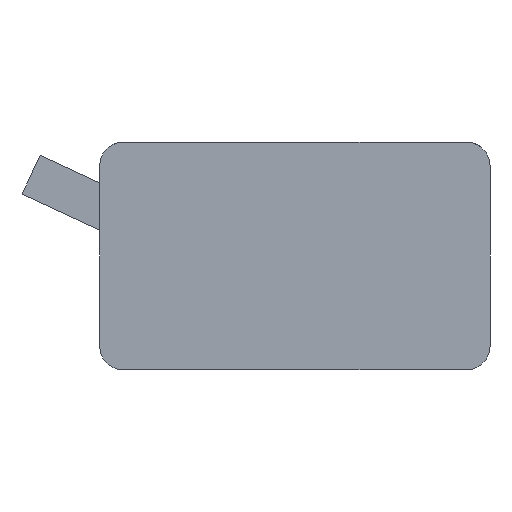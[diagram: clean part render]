
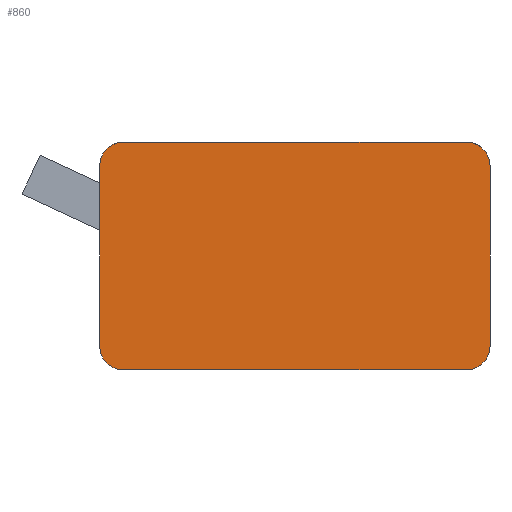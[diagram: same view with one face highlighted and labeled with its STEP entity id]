
A CAD part, front view. The second image highlights one B-rep face of the part: STEP entity #860.
In plain terms, the highlighted planar face has unit normal (0, -1, 0).
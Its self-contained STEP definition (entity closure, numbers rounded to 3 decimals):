
#46=PLANE('',#946);
#96=FACE_OUTER_BOUND('',#150,.T.);
#150=EDGE_LOOP('',(#737,#738,#739,#740,#741,#742,#743,#744));
#178=CIRCLE('',#922,5.);
#183=CIRCLE('',#938,5.);
#184=CIRCLE('',#942,5.);
#185=CIRCLE('',#945,5.);
#210=LINE('',#1446,#298);
#247=LINE('',#1529,#335);
#250=LINE('',#1539,#338);
#252=LINE('',#1544,#340);
#298=VECTOR('',#1041,10.);
#335=VECTOR('',#1116,10.);
#338=VECTOR('',#1127,10.);
#340=VECTOR('',#1135,10.);
#401=VERTEX_POINT('',#1443);
#402=VERTEX_POINT('',#1445);
#405=VERTEX_POINT('',#1456);
#428=VERTEX_POINT('',#1523);
#429=VERTEX_POINT('',#1524);
#430=VERTEX_POINT('',#1532);
#431=VERTEX_POINT('',#1533);
#432=VERTEX_POINT('',#1538);
#491=EDGE_CURVE('',#402,#401,#210,.T.);
#498=EDGE_CURVE('',#402,#405,#178,.T.);
#531=EDGE_CURVE('',#428,#429,#183,.T.);
#534=EDGE_CURVE('',#428,#405,#247,.T.);
#535=EDGE_CURVE('',#430,#431,#184,.T.);
#538=EDGE_CURVE('',#432,#431,#250,.T.);
#540=EDGE_CURVE('',#432,#401,#185,.T.);
#541=EDGE_CURVE('',#430,#429,#252,.T.);
#737=ORIENTED_EDGE('',*,*,#531,.F.);
#738=ORIENTED_EDGE('',*,*,#534,.T.);
#739=ORIENTED_EDGE('',*,*,#498,.F.);
#740=ORIENTED_EDGE('',*,*,#491,.T.);
#741=ORIENTED_EDGE('',*,*,#540,.F.);
#742=ORIENTED_EDGE('',*,*,#538,.T.);
#743=ORIENTED_EDGE('',*,*,#535,.F.);
#744=ORIENTED_EDGE('',*,*,#541,.T.);
#860=ADVANCED_FACE('',(#96),#46,.F.);
#922=AXIS2_PLACEMENT_3D('',#1457,#1050,#1051);
#938=AXIS2_PLACEMENT_3D('',#1525,#1110,#1111);
#942=AXIS2_PLACEMENT_3D('',#1534,#1121,#1122);
#945=AXIS2_PLACEMENT_3D('',#1542,#1131,#1132);
#946=AXIS2_PLACEMENT_3D('',#1543,#1133,#1134);
#1041=DIRECTION('',(-1.,0.,0.));
#1050=DIRECTION('center_axis',(0.,1.,0.));
#1051=DIRECTION('ref_axis',(0.707,0.,0.707));
#1110=DIRECTION('center_axis',(0.,1.,0.));
#1111=DIRECTION('ref_axis',(0.707,0.,-0.707));
#1116=DIRECTION('',(0.,0.,1.));
#1121=DIRECTION('center_axis',(0.,1.,0.));
#1122=DIRECTION('ref_axis',(-0.707,0.,-0.707));
#1127=DIRECTION('',(0.,0.,-1.));
#1131=DIRECTION('center_axis',(0.,1.,0.));
#1132=DIRECTION('ref_axis',(-0.707,0.,0.707));
#1133=DIRECTION('center_axis',(0.,1.,0.));
#1134=DIRECTION('ref_axis',(0.,0.,
1.));
#1135=DIRECTION('',(1.,0.,0.));
#1443=CARTESIAN_POINT('',(-45.,0.,49.151));
#1445=CARTESIAN_POINT('',(26.85,0.,49.151));
#1446=CARTESIAN_POINT('',(-9.075,0.,49.151));
#1456=CARTESIAN_POINT('',(31.85,0.,44.151));
#1457=CARTESIAN_POINT('Origin',(26.85,0.,44.151));
#1523=CARTESIAN_POINT('',(31.85,0.,6.351));
#1524=CARTESIAN_POINT('',(26.85,0.,1.351));
#1525=CARTESIAN_POINT('Origin',(26.85,0.,6.351));
#1529=CARTESIAN_POINT('',(31.85,0.,25.251));
#1532=CARTESIAN_POINT('',(-45.,0.,1.351));
#1533=CARTESIAN_POINT('',(-50.,0.,6.351));
#1534=CARTESIAN_POINT('Origin',(-45.,0.,6.351));
#1538=CARTESIAN_POINT('',(-50.,0.,44.151));
#1539=CARTESIAN_POINT('',(-50.,0.,25.251));
#1542=CARTESIAN_POINT('Origin',(-45.,0.,44.151));
#1543=CARTESIAN_POINT('Origin',(-9.075,0.,25.251));
#1544=CARTESIAN_POINT('',(-9.075,0.,1.351));
